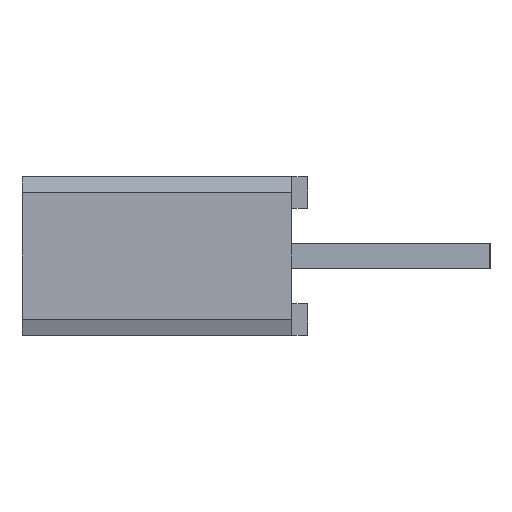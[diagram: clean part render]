
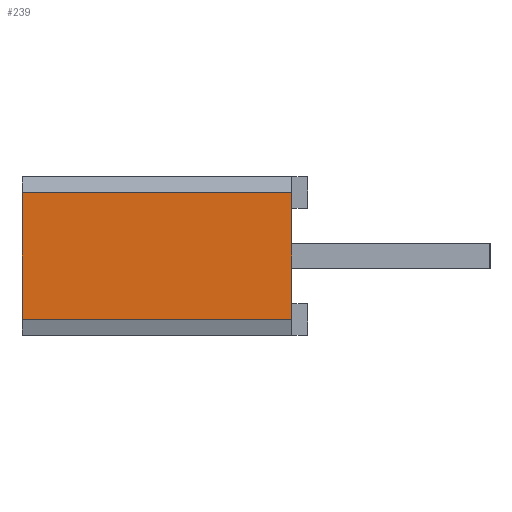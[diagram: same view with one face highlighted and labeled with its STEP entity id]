
A CAD part, left-side view. The second image highlights one B-rep face of the part: STEP entity #239.
In plain terms, the highlighted planar face has unit normal (-1, 0, 0).
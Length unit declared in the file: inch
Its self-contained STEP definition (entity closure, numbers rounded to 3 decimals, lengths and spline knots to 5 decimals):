
#239 = ADVANCED_FACE( '', ( #771 ), #772, .F. );
#771 = FACE_OUTER_BOUND( '', #1706, .T. );
#772 = PLANE( '', #1707 );
#1706 = EDGE_LOOP( '', ( #3320, #3321, #3322, #3323 ) );
#1707 = AXIS2_PLACEMENT_3D( '', #3324, #3325, #3326 );
#3320 = ORIENTED_EDGE( '', *, *, #6645, .T. );
#3321 = ORIENTED_EDGE( '', *, *, #6392, .T. );
#3322 = ORIENTED_EDGE( '', *, *, #6646, .T. );
#3323 = ORIENTED_EDGE( '', *, *, #6460, .F. );
#3324 = CARTESIAN_POINT( '', ( -0.7, 0.18, -0.05 ) );
#3325 = DIRECTION( '', ( 1., 0., 0. ) );
#3326 = DIRECTION( '', ( 0., 0., -1. ) );
#6392 = EDGE_CURVE( '', #7771, #7769, #7772, .T. );
#6460 = EDGE_CURVE( '', #7882, #7884, #7885, .T. );
#6645 = EDGE_CURVE( '', #7882, #7771, #8237, .T. );
#6646 = EDGE_CURVE( '', #7769, #7884, #8238, .T. );
#7769 = VERTEX_POINT( '', #9936 );
#7771 = VERTEX_POINT( '', #9939 );
#7772 = LINE( '', #9940, #9941 );
#7882 = VERTEX_POINT( '', #10117 );
#7884 = VERTEX_POINT( '', #10120 );
#7885 = LINE( '', #10121, #10122 );
#8237 = LINE( '', #10658, #10659 );
#8238 = LINE( '', #10660, #10661 );
#9936 = CARTESIAN_POINT( '', ( -0.7, 0.01, 0.04 ) );
#9939 = CARTESIAN_POINT( '', ( -0.7, 0.01, -0.04 ) );
#9940 = CARTESIAN_POINT( '', ( -0.7, 0.01, -0.03 ) );
#9941 = VECTOR( '', #12456, 39.37008 );
#10117 = CARTESIAN_POINT( '', ( -0.7, 0.18, -0.04 ) );
#10120 = CARTESIAN_POINT( '', ( -0.7, 0.18, 0.04 ) );
#10121 = CARTESIAN_POINT( '', ( -0.7, 0.18, -0.05 ) );
#10122 = VECTOR( '', #12524, 39.37008 );
#10658 = CARTESIAN_POINT( '', ( -0.7, 0.18, -0.04 ) );
#10659 = VECTOR( '', #12709, 39.37008 );
#10660 = CARTESIAN_POINT( '', ( -0.7, 0.18, 0.04 ) );
#10661 = VECTOR( '', #12710, 39.37008 );
#12456 = DIRECTION( '', ( 0., 0., 1. ) );
#12524 = DIRECTION( '', ( 0., 0., 1. ) );
#12709 = DIRECTION( '', ( 0., -1., 0. ) );
#12710 = DIRECTION( '', ( 0., 1., 0. ) );
